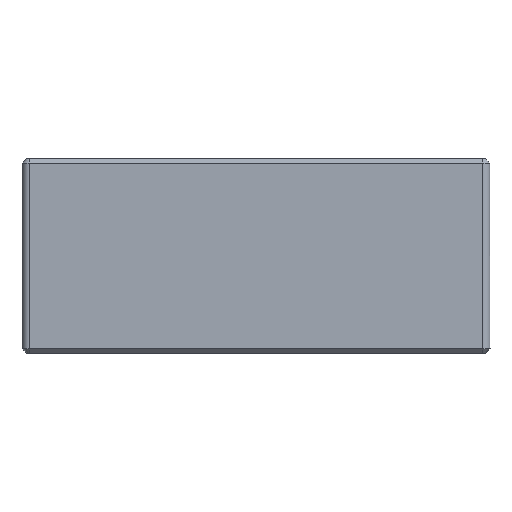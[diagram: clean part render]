
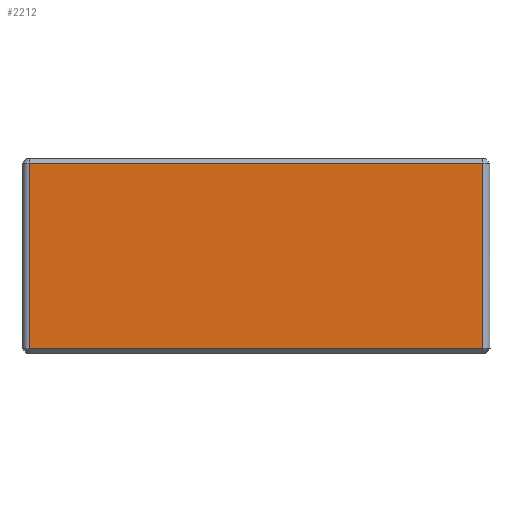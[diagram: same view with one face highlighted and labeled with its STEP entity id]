
A CAD part, front view. The second image highlights one B-rep face of the part: STEP entity #2212.
In plain terms, the highlighted planar face has unit normal (0, -1, 0).
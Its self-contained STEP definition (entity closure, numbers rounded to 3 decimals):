
#69 = LINE ( 'NONE', #740, #1106 ) ;
#70 = VERTEX_POINT ( 'NONE', #852 ) ;
#80 = CARTESIAN_POINT ( 'NONE',  ( -9.276, -5., 0.2 ) ) ;
#101 = DIRECTION ( 'NONE',  ( 0., 1., 0. ) ) ;
#265 = FACE_OUTER_BOUND ( 'NONE', #685, .T. ) ;
#266 = VERTEX_POINT ( 'NONE', #1275 ) ;
#378 = VERTEX_POINT ( 'NONE', #80 ) ;
#430 = DIRECTION ( 'NONE',  ( -1., 0., 0. ) ) ;
#648 = CARTESIAN_POINT ( 'NONE',  ( -10., -5., 8. ) ) ;
#685 = EDGE_LOOP ( 'NONE', ( #1274, #1385, #858, #1938 ) ) ;
#728 = LINE ( 'NONE', #1601, #1552 ) ;
#740 = CARTESIAN_POINT ( 'NONE',  ( -10., -5., 7.8 ) ) ;
#761 = DIRECTION ( 'NONE',  ( 0., 0., -1. ) ) ;
#778 = CARTESIAN_POINT ( 'NONE',  ( 9.276, -5., 7.8 ) ) ;
#852 = CARTESIAN_POINT ( 'NONE',  ( 9.276, -5., 0.2 ) ) ;
#858 = ORIENTED_EDGE ( 'NONE', *, *, #1164, .T. ) ;
#1008 = CARTESIAN_POINT ( 'NONE',  ( 9.276, -5., 8. ) ) ;
#1034 = AXIS2_PLACEMENT_3D ( 'NONE', #648, #101, #2191 ) ;
#1106 = VECTOR ( 'NONE', #430, 1000. ) ;
#1115 = PLANE ( 'NONE',  #1034 ) ;
#1130 = CARTESIAN_POINT ( 'NONE',  ( 9.276, -5., 0.2 ) ) ;
#1164 = EDGE_CURVE ( 'NONE', #70, #2160, #1223, .T. ) ;
#1223 = LINE ( 'NONE', #1008, #2265 ) ;
#1274 = ORIENTED_EDGE ( 'NONE', *, *, #1913, .T. ) ;
#1275 = CARTESIAN_POINT ( 'NONE',  ( -9.276, -5., 7.8 ) ) ;
#1329 = DIRECTION ( 'NONE',  ( 1., 0., 0. ) ) ;
#1385 = ORIENTED_EDGE ( 'NONE', *, *, #2225, .T. ) ;
#1552 = VECTOR ( 'NONE', #761, 1000. ) ;
#1601 = CARTESIAN_POINT ( 'NONE',  ( -9.276, -5., 8. ) ) ;
#1722 = DIRECTION ( 'NONE',  ( 0., 0., 1. ) ) ;
#1775 = EDGE_CURVE ( 'NONE', #2160, #266, #69, .T. ) ;
#1913 = EDGE_CURVE ( 'NONE', #266, #378, #728, .T. ) ;
#1938 = ORIENTED_EDGE ( 'NONE', *, *, #1775, .T. ) ;
#2003 = LINE ( 'NONE', #1130, #2067 ) ;
#2067 = VECTOR ( 'NONE', #1329, 1000. ) ;
#2160 = VERTEX_POINT ( 'NONE', #778 ) ;
#2191 = DIRECTION ( 'NONE',  ( 0., 0., 1. ) ) ;
#2212 = ADVANCED_FACE ( 'NONE', ( #265 ), #1115, .F. ) ;
#2225 = EDGE_CURVE ( 'NONE', #378, #70, #2003, .T. ) ;
#2265 = VECTOR ( 'NONE', #1722, 1000. ) ;
